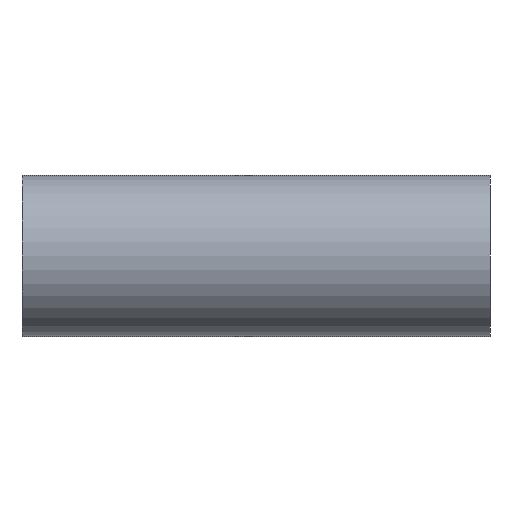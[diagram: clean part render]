
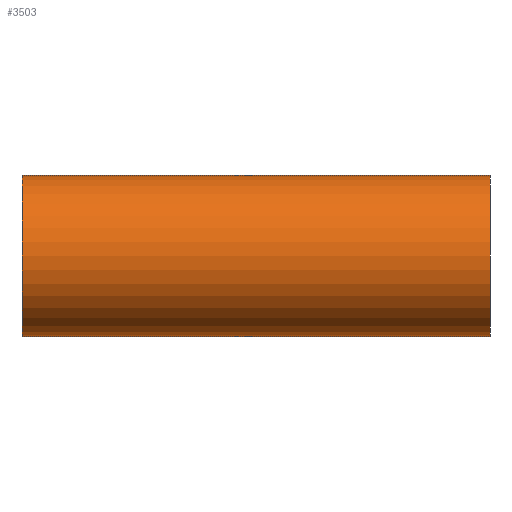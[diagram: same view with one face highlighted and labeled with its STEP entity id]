
A CAD part, front view. The second image highlights one B-rep face of the part: STEP entity #3503.
In plain terms, the highlighted cylindrical face has radius 12.5 mm (diameter 25 mm), a partial arc.
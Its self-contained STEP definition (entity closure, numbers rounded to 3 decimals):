
#42 = ORIENTED_EDGE ( 'NONE', *, *, #3319, .F. ) ;
#130 = CARTESIAN_POINT ( 'NONE',  ( -72.084, 0., 0. ) ) ;
#383 = VECTOR ( 'NONE', #660, 1000. ) ;
#432 = DIRECTION ( 'NONE',  ( 0., 0., 1. ) ) ;
#513 = EDGE_CURVE ( 'NONE', #1054, #2041, #2772, .T. ) ;
#543 = AXIS2_PLACEMENT_3D ( 'NONE', #3023, #1249, #3325 ) ;
#660 = DIRECTION ( 'NONE',  ( -1., 0., 0. ) ) ;
#706 = ORIENTED_EDGE ( 'NONE', *, *, #2866, .F. ) ;
#789 = VECTOR ( 'NONE', #2344, 1000. ) ;
#794 = EDGE_CURVE ( 'NONE', #2959, #1054, #1326, .T. ) ;
#884 = CARTESIAN_POINT ( 'NONE',  ( 0.576, 0., -12.5 ) ) ;
#889 = LINE ( 'NONE', #2931, #789 ) ;
#1054 = VERTEX_POINT ( 'NONE', #1098 ) ;
#1098 = CARTESIAN_POINT ( 'NONE',  ( 0.576, 0., 12.5 ) ) ;
#1201 = AXIS2_PLACEMENT_3D ( 'NONE', #130, #2221, #432 ) ;
#1249 = DIRECTION ( 'NONE',  ( -1., 0., 0. ) ) ;
#1326 = CIRCLE ( 'NONE', #543, 12.5 ) ;
#1572 = DIRECTION ( 'NONE',  ( 0., 0., 1. ) ) ;
#1640 = CARTESIAN_POINT ( 'NONE',  ( -72.084, 0., -12.5 ) ) ;
#1863 = ORIENTED_EDGE ( 'NONE', *, *, #513, .T. ) ;
#2041 = VERTEX_POINT ( 'NONE', #2109 ) ;
#2109 = CARTESIAN_POINT ( 'NONE',  ( -72.084, 0., 12.5 ) ) ;
#2221 = DIRECTION ( 'NONE',  ( -1., 0., 0. ) ) ;
#2233 = EDGE_LOOP ( 'NONE', ( #706, #2746, #1863, #42 ) ) ;
#2318 = AXIS2_PLACEMENT_3D ( 'NONE', #2482, #3070, #1572 ) ;
#2344 = DIRECTION ( 'NONE',  ( -1., 0., 0. ) ) ;
#2352 = CYLINDRICAL_SURFACE ( 'NONE', #2318, 12.5 ) ;
#2452 = FACE_OUTER_BOUND ( 'NONE', #2233, .T. ) ;
#2482 = CARTESIAN_POINT ( 'NONE',  ( -72.084, 0., 0. ) ) ;
#2746 = ORIENTED_EDGE ( 'NONE', *, *, #794, .T. ) ;
#2772 = LINE ( 'NONE', #3632, #383 ) ;
#2866 = EDGE_CURVE ( 'NONE', #2959, #3618, #889, .T. ) ;
#2931 = CARTESIAN_POINT ( 'NONE',  ( -72.084, 0., -12.5 ) ) ;
#2959 = VERTEX_POINT ( 'NONE', #884 ) ;
#3023 = CARTESIAN_POINT ( 'NONE',  ( 0.576, 0., 0. ) ) ;
#3070 = DIRECTION ( 'NONE',  ( -1., 0., 0. ) ) ;
#3319 = EDGE_CURVE ( 'NONE', #3618, #2041, #3804, .T. ) ;
#3325 = DIRECTION ( 'NONE',  ( 0., 0., 1. ) ) ;
#3503 = ADVANCED_FACE ( 'NONE', ( #2452 ), #2352, .T. ) ;
#3618 = VERTEX_POINT ( 'NONE', #1640 ) ;
#3632 = CARTESIAN_POINT ( 'NONE',  ( -72.084, 0., 12.5 ) ) ;
#3804 = CIRCLE ( 'NONE', #1201, 12.5 ) ;
